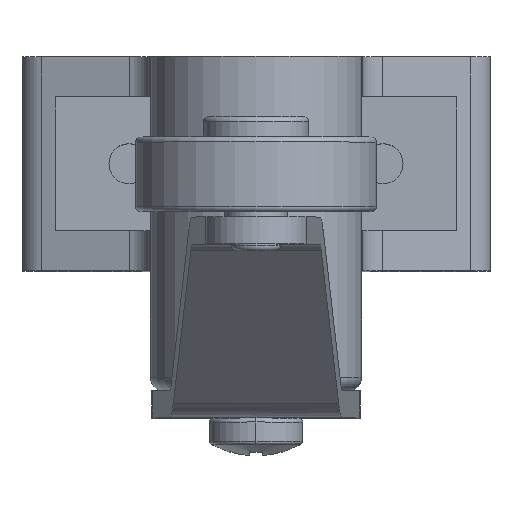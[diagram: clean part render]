
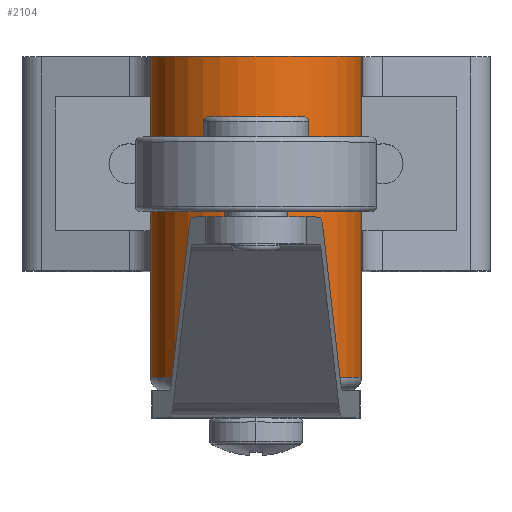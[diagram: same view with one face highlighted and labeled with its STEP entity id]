
A CAD part, top view. The second image highlights one B-rep face of the part: STEP entity #2104.
In plain terms, the highlighted cylindrical face has radius 7.9 mm (diameter 15.8 mm), a partial arc.
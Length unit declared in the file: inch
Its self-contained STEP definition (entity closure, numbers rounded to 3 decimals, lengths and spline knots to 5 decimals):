
#5 = LINE ( 'NONE', #1883, #4357 ) ;
#138 = CARTESIAN_POINT ( 'NONE',  ( 0.31102, -0.94488, 0.70866 ) ) ;
#190 = ORIENTED_EDGE ( 'NONE', *, *, #4959, .T. ) ;
#200 = LINE ( 'NONE', #8575, #5558 ) ;
#209 = CARTESIAN_POINT ( 'NONE',  ( 0.31102, -0.62992, 0.70866 ) ) ;
#367 = CARTESIAN_POINT ( 'NONE',  ( -0.31102, -0.62992, 0.70866 ) ) ;
#436 = DIRECTION ( 'NONE',  ( 0., 0., -1. ) ) ;
#447 = VECTOR ( 'NONE', #987, 39.37008 ) ;
#953 = DIRECTION ( 'NONE',  ( 0., 0., -1. ) ) ;
#987 = DIRECTION ( 'NONE',  ( 0., 1., 0. ) ) ;
#1318 = ORIENTED_EDGE ( 'NONE', *, *, #8795, .T. ) ;
#1393 = DIRECTION ( 'NONE',  ( 0., 1., 0. ) ) ;
#1429 = DIRECTION ( 'NONE',  ( 0., 0., -1. ) ) ;
#1883 = CARTESIAN_POINT ( 'NONE',  ( -0.31102, 0., 0.70866 ) ) ;
#1948 = LINE ( 'NONE', #4842, #8647 ) ;
#2104 = ADVANCED_FACE ( 'NONE', ( #4390 ), #5081, .T. ) ;
#2245 = CARTESIAN_POINT ( 'NONE',  ( -0.31102, -0.94488, 0.70866 ) ) ;
#2400 = CARTESIAN_POINT ( 'NONE',  ( -0.31102, 0., 0.70866 ) ) ;
#2430 = ORIENTED_EDGE ( 'NONE', *, *, #2686, .T. ) ;
#2491 = DIRECTION ( 'NONE',  ( 0., -1., 0. ) ) ;
#2686 = EDGE_CURVE ( 'NONE', #4254, #8712, #5380, .T. ) ;
#2716 = ORIENTED_EDGE ( 'NONE', *, *, #5759, .T. ) ;
#2800 = CARTESIAN_POINT ( 'NONE',  ( 0., -0.94488, 0.70866 ) ) ;
#2828 = EDGE_CURVE ( 'NONE', #8359, #8392, #3310, .T. ) ;
#2965 = DIRECTION ( 'NONE',  ( 0., -1., 0. ) ) ;
#2986 = DIRECTION ( 'NONE',  ( 0., -1., 0. ) ) ;
#3310 = CIRCLE ( 'NONE', #4786, 0.31102 ) ;
#4003 = VERTEX_POINT ( 'NONE', #209 ) ;
#4254 = VERTEX_POINT ( 'NONE', #7001 ) ;
#4357 = VECTOR ( 'NONE', #7499, 39.37008 ) ;
#4390 = FACE_OUTER_BOUND ( 'NONE', #7222, .T. ) ;
#4514 = LINE ( 'NONE', #5068, #447 ) ;
#4786 = AXIS2_PLACEMENT_3D ( 'NONE', #2800, #8432, #1429 ) ;
#4842 = CARTESIAN_POINT ( 'NONE',  ( 0.31102, 0., 0.70866 ) ) ;
#4959 = EDGE_CURVE ( 'NONE', #8392, #4003, #1948, .T. ) ;
#5068 = CARTESIAN_POINT ( 'NONE',  ( 0.31102, 0., 0.70866 ) ) ;
#5081 = CYLINDRICAL_SURFACE ( 'NONE', #6857, 0.31102 ) ;
#5380 = CIRCLE ( 'NONE', #8325, 0.31102 ) ;
#5469 = EDGE_CURVE ( 'NONE', #5981, #8359, #200, .T. ) ;
#5555 = ORIENTED_EDGE ( 'NONE', *, *, #2828, .T. ) ;
#5558 = VECTOR ( 'NONE', #2986, 39.37008 ) ;
#5759 = EDGE_CURVE ( 'NONE', #8712, #5981, #5, .T. ) ;
#5981 = VERTEX_POINT ( 'NONE', #367 ) ;
#6080 = CARTESIAN_POINT ( 'NONE',  ( 0., 0., 0.70866 ) ) ;
#6857 = AXIS2_PLACEMENT_3D ( 'NONE', #7298, #2965, #953 ) ;
#7001 = CARTESIAN_POINT ( 'NONE',  ( 0.31102, 0., 0.70866 ) ) ;
#7222 = EDGE_LOOP ( 'NONE', ( #1318, #2430, #2716, #8213, #5555, #190 ) ) ;
#7298 = CARTESIAN_POINT ( 'NONE',  ( 0., 0., 0.70866 ) ) ;
#7499 = DIRECTION ( 'NONE',  ( 0., -1., 0. ) ) ;
#8213 = ORIENTED_EDGE ( 'NONE', *, *, #5469, .T. ) ;
#8325 = AXIS2_PLACEMENT_3D ( 'NONE', #6080, #2491, #436 ) ;
#8359 = VERTEX_POINT ( 'NONE', #2245 ) ;
#8392 = VERTEX_POINT ( 'NONE', #138 ) ;
#8432 = DIRECTION ( 'NONE',  ( 0., 1., 0. ) ) ;
#8575 = CARTESIAN_POINT ( 'NONE',  ( -0.31102, 0., 0.70866 ) ) ;
#8647 = VECTOR ( 'NONE', #1393, 39.37008 ) ;
#8712 = VERTEX_POINT ( 'NONE', #2400 ) ;
#8795 = EDGE_CURVE ( 'NONE', #4003, #4254, #4514, .T. ) ;
